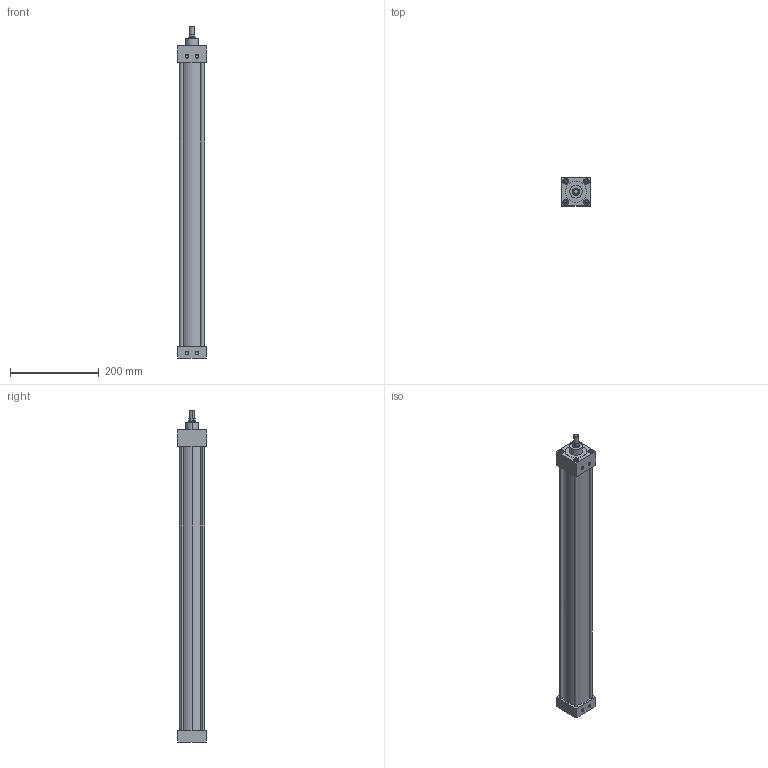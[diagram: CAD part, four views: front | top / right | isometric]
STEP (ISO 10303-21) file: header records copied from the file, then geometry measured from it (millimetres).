
FILE_DESCRIPTION (( 'STEP AP203' ), '1' );
FILE_NAME ('D232240DT-MC.step', '2020-09-03T19:22:08', ( '' ), ( '' ), 'SwSTEP 2.0', 'SolidWorks 2019', '' );
FILE_SCHEMA (( 'CONFIG_CONTROL_DESIGN' ));
Length unit declared in the file: inch
Products named in the file (4): D232240DT-MC_BODY; D232240DT-MC_CUSHION; D232240DT-MC_PISTON_KK1; D232240DT-MC
Assembly tree (4 placements, depth 2):
  D232240DT-MC
    D232240DT-MC_BODY
    D232240DT-MC_PISTON_KK1
    D232240DT-MC_CUSHION  x2
Bounding box: 63.5 x 63.5 x 746.12 mm (x, y, z)
Volume: 903607.7 mm3; surface area: 364944.3 mm2
Topology: 4 solids, 4 shells, 248 faces, 590 edges, 362 vertices
Faces by surface type: plane 90, cone 80, cylinder 78
Entity records: 7008 total; most frequent: CARTESIAN_POINT 1318, DIRECTION 1152, ORIENTED_EDGE 1028, EDGE_CURVE 514, AXIS2_PLACEMENT_3D 436, VERTEX_POINT 330, VECTOR 280, LINE 280
